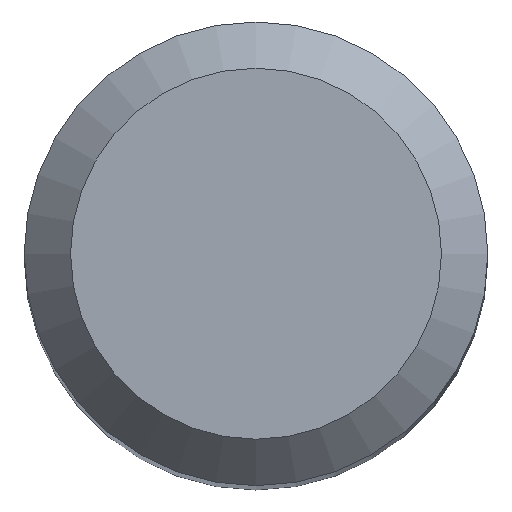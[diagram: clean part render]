
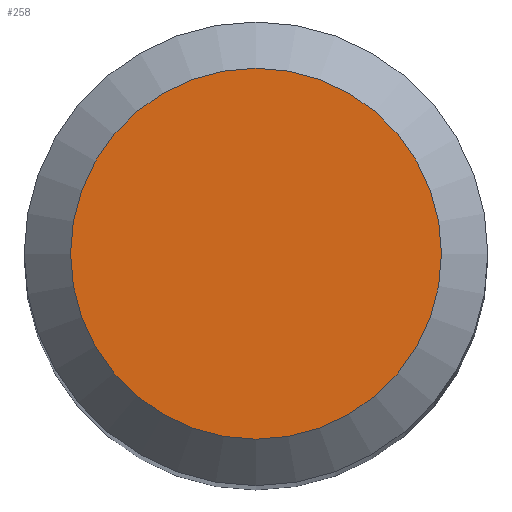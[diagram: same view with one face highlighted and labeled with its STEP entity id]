
A CAD part, top view. The second image highlights one B-rep face of the part: STEP entity #258.
In plain terms, the highlighted planar face has unit normal (0, 0, 1).
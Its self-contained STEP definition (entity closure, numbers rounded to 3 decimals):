
#22 = DIRECTION ( 'NONE',  ( 0., 0., -1. ) ) ;
#41 = DIRECTION ( 'NONE',  ( 0., 1., 0. ) ) ;
#50 = AXIS2_PLACEMENT_3D ( 'NONE', #121, #205, #41 ) ;
#56 = CARTESIAN_POINT ( 'NONE',  ( 0., 0., 79. ) ) ;
#64 = VERTEX_POINT ( 'NONE', #85 ) ;
#85 = CARTESIAN_POINT ( 'NONE',  ( 0., 3.2, 79. ) ) ;
#102 = DIRECTION ( 'NONE',  ( 0., 1., 0. ) ) ;
#121 = CARTESIAN_POINT ( 'NONE',  ( 0., 0., 79. ) ) ;
#167 = FACE_OUTER_BOUND ( 'NONE', #260, .T. ) ;
#180 = CIRCLE ( 'NONE', #50, 3.2 ) ;
#189 = AXIS2_PLACEMENT_3D ( 'NONE', #56, #22, #102 ) ;
#204 = PLANE ( 'NONE',  #189 ) ;
#205 = DIRECTION ( 'NONE',  ( 0., 0., -1. ) ) ;
#237 = EDGE_CURVE ( 'NONE', #64, #64, #180, .T. ) ;
#240 = ORIENTED_EDGE ( 'NONE', *, *, #237, .F. ) ;
#258 = ADVANCED_FACE ( 'NONE', ( #167 ), #204, .F. ) ;
#260 = EDGE_LOOP ( 'NONE', ( #240 ) ) ;
